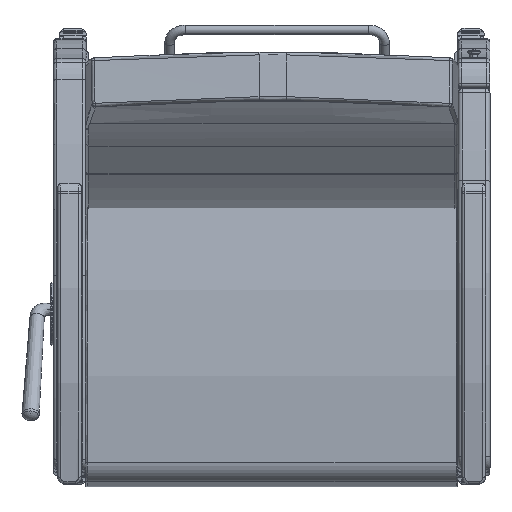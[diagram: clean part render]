
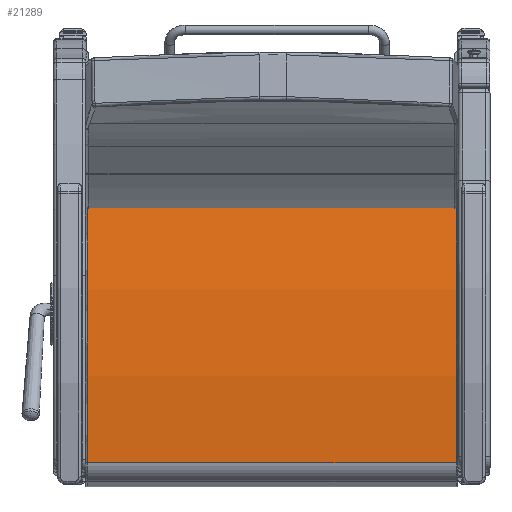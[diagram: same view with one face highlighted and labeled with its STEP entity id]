
A CAD part, front view. The second image highlights one B-rep face of the part: STEP entity #21289.
In plain terms, the highlighted free-form (B-spline) face has degree [3, 1] with [18, 2] control points.
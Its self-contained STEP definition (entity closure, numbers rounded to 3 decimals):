
#1332=ELLIPSE('',#23998,60.304,60.25);
#1334=ELLIPSE('',#24020,60.304,60.25);
#1388=B_SPLINE_SURFACE_WITH_KNOTS('',3,1,((#50722,#50723),(#50724,#50725),
(#50726,#50727),(#50728,#50729),(#50730,#50731),(#50732,#50733),(#50734,
#50735),(#50736,#50737),(#50738,#50739),(#50740,#50741),(#50742,#50743),
(#50744,#50745),(#50746,#50747),(#50748,#50749),(#50750,#50751),(#50752,
#50753),(#50754,#50755),(#50756,#50757)),.UNSPECIFIED.,.F.,.F.,.F.,(4,1,
1,1,1,1,1,1,1,1,1,1,1,1,1,4),(2,2),(-1.696,-1.668,
-1.64,-1.626,-1.599,-1.585,
-1.557,-1.543,-1.515,-1.501,-1.473,
-1.459,-1.431,-1.418,-1.39,
-1.362),(0.,110.49),.UNSPECIFIED.);
#3374=FACE_OUTER_BOUND('',#4713,.T.);
#4713=EDGE_LOOP('',(#19517,#19518,#19519,#19520));
#6135=LINE('',#50720,#7554);
#6136=LINE('',#50759,#7555);
#7554=VECTOR('',#30149,0.394);
#7555=VECTOR('',#30152,0.394);
#10823=VERTEX_POINT('',#50351);
#10824=VERTEX_POINT('',#50352);
#10843=VERTEX_POINT('',#50719);
#10844=VERTEX_POINT('',#50758);
#13890=EDGE_CURVE('',#10823,#10824,#1332,.T.);
#13919=EDGE_CURVE('',#10843,#10824,#6135,.T.);
#13921=EDGE_CURVE('',#10844,#10823,#6136,.T.);
#13922=EDGE_CURVE('',#10843,#10844,#1334,.T.);
#19517=ORIENTED_EDGE('',*,*,#13890,.F.);
#19518=ORIENTED_EDGE('',*,*,#13921,.F.);
#19519=ORIENTED_EDGE('',*,*,#13922,.F.);
#19520=ORIENTED_EDGE('',*,*,#13919,.T.);
#21289=ADVANCED_FACE('',(#3374),#1388,.T.);
#23998=AXIS2_PLACEMENT_3D('',#50353,#30098,#30099);
#24020=AXIS2_PLACEMENT_3D('',#50760,#30153,#30154);
#30098=DIRECTION('center_axis',(0.,0.,
-1.));
#30099=DIRECTION('ref_axis',(1.,0.,0.));
#30149=DIRECTION('',(0.,0.,-1.));
#30152=DIRECTION('',(0.,0.,-1.));
#30153=DIRECTION('center_axis',(0.,0.,1.));
#30154=DIRECTION('ref_axis',(1.,0.,0.));
#50351=CARTESIAN_POINT('',(3.609,-1.684,0.124));
#50352=CARTESIAN_POINT('',(23.658,-2.523,0.124));
#50353=CARTESIAN_POINT('Origin',(11.145,-61.462,0.124));
#50719=CARTESIAN_POINT('',(23.658,-2.523,28.876));
#50720=CARTESIAN_POINT('',(23.658,-2.523,29.));
#50722=CARTESIAN_POINT('Ctrl Pts',(3.609,-1.684,29.));
#50723=CARTESIAN_POINT('Ctrl Pts',(3.609,-1.684,-14.5));
#50724=CARTESIAN_POINT('Ctrl Pts',(4.165,-1.614,29.));
#50725=CARTESIAN_POINT('Ctrl Pts',(4.165,-1.614,-14.5));
#50726=CARTESIAN_POINT('Ctrl Pts',(5.278,-1.49,29.));
#50727=CARTESIAN_POINT('Ctrl Pts',(5.278,-1.49,-14.5));
#50728=CARTESIAN_POINT('Ctrl Pts',(6.673,-1.373,29.));
#50729=CARTESIAN_POINT('Ctrl Pts',(6.673,-1.373,-14.5));
#50730=CARTESIAN_POINT('Ctrl Pts',(8.071,-1.285,29.));
#50731=CARTESIAN_POINT('Ctrl Pts',(8.071,-1.285,-14.5));
#50732=CARTESIAN_POINT('Ctrl Pts',(9.19,-1.239,29.));
#50733=CARTESIAN_POINT('Ctrl Pts',(9.19,-1.239,-14.5));
#50734=CARTESIAN_POINT('Ctrl Pts',(10.59,-1.21,29.));
#50735=CARTESIAN_POINT('Ctrl Pts',(10.59,-1.21,-14.5));
#50736=CARTESIAN_POINT('Ctrl Pts',(11.71,-1.21,29.));
#50737=CARTESIAN_POINT('Ctrl Pts',(11.71,-1.21,-14.5));
#50738=CARTESIAN_POINT('Ctrl Pts',(13.11,-1.239,29.));
#50739=CARTESIAN_POINT('Ctrl Pts',(13.11,-1.239,-14.5));
#50740=CARTESIAN_POINT('Ctrl Pts',(14.229,-1.286,29.));
#50741=CARTESIAN_POINT('Ctrl Pts',(14.229,-1.286,-14.5));
#50742=CARTESIAN_POINT('Ctrl Pts',(15.626,-1.374,29.));
#50743=CARTESIAN_POINT('Ctrl Pts',(15.626,-1.374,-14.5));
#50744=CARTESIAN_POINT('Ctrl Pts',(16.742,-1.467,29.));
#50745=CARTESIAN_POINT('Ctrl Pts',(16.742,-1.467,-14.5));
#50746=CARTESIAN_POINT('Ctrl Pts',(18.135,-1.613,29.));
#50747=CARTESIAN_POINT('Ctrl Pts',(18.135,-1.613,-14.5));
#50748=CARTESIAN_POINT('Ctrl Pts',(19.246,-1.753,29.));
#50749=CARTESIAN_POINT('Ctrl Pts',(19.246,-1.753,-14.5));
#50750=CARTESIAN_POINT('Ctrl Pts',(20.631,-1.957,29.));
#50751=CARTESIAN_POINT('Ctrl Pts',(20.631,-1.957,-14.5));
#50752=CARTESIAN_POINT('Ctrl Pts',(22.012,-2.19,29.));
#50753=CARTESIAN_POINT('Ctrl Pts',(22.012,-2.19,-14.5));
#50754=CARTESIAN_POINT('Ctrl Pts',(23.111,-2.407,29.));
#50755=CARTESIAN_POINT('Ctrl Pts',(23.111,-2.407,-14.5));
#50756=CARTESIAN_POINT('Ctrl Pts',(23.658,-2.523,29.));
#50757=CARTESIAN_POINT('Ctrl Pts',(23.658,-2.523,-14.5));
#50758=CARTESIAN_POINT('',(3.609,-1.684,28.876));
#50759=CARTESIAN_POINT('',(3.609,-1.684,29.));
#50760=CARTESIAN_POINT('Origin',(11.145,-61.462,28.876));
